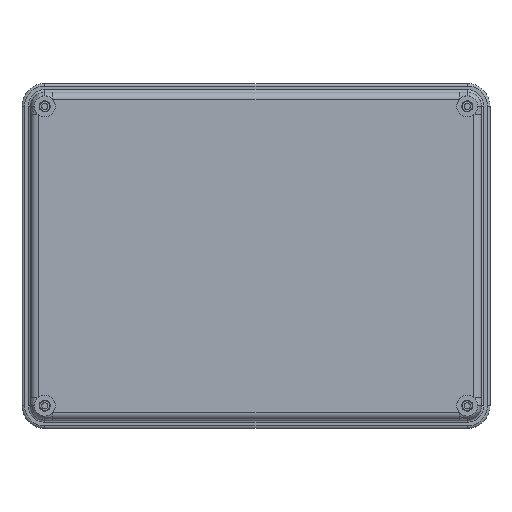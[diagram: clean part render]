
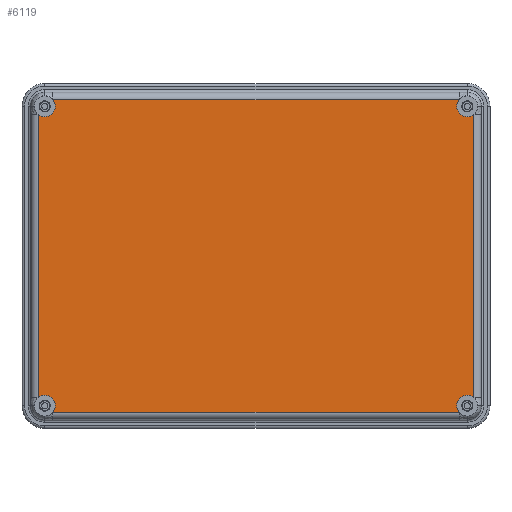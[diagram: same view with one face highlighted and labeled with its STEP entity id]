
A CAD part, top view. The second image highlights one B-rep face of the part: STEP entity #6119.
In plain terms, the highlighted planar face has unit normal (0, 0, 1).
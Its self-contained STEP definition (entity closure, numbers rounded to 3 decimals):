
#262 = AXIS2_PLACEMENT_3D ( 'NONE', #9488, #10086, #19356 ) ;
#673 = EDGE_CURVE ( 'NONE', #1731, #15361, #7578, .T. ) ;
#726 = LINE ( 'NONE', #10245, #13044 ) ;
#846 = AXIS2_PLACEMENT_3D ( 'NONE', #10373, #2329, #20141 ) ;
#1030 = CARTESIAN_POINT ( 'NONE',  ( 35.069, 58.87, 41.75 ) ) ;
#1042 = CIRCLE ( 'NONE', #12870, 4.25 ) ;
#1102 = EDGE_CURVE ( 'NONE', #14125, #17737, #726, .T. ) ;
#1149 = CIRCLE ( 'NONE', #5541, 4.25 ) ;
#1236 = CARTESIAN_POINT ( 'NONE',  ( -139.181, 64.86, 41.75 ) ) ;
#1409 = CARTESIAN_POINT ( 'NONE',  ( 28.069, 62.11, 41.75 ) ) ;
#1731 = VERTEX_POINT ( 'NONE', #3358 ) ;
#2190 = CARTESIAN_POINT ( 'NONE',  ( 32.319, 62.11, 41.75 ) ) ;
#2329 = DIRECTION ( 'NONE',  ( 0., 0., -1. ) ) ;
#2733 = EDGE_CURVE ( 'NONE', #15636, #9286, #5762, .T. ) ;
#2755 = DIRECTION ( 'NONE',  ( -1., 0., 0. ) ) ;
#2943 = DIRECTION ( 'NONE',  ( 1., 0., 0. ) ) ;
#2968 = CARTESIAN_POINT ( 'NONE',  ( 32.319, 62.11, 41.75 ) ) ;
#2980 = ORIENTED_EDGE ( 'NONE', *, *, #17819, .F. ) ;
#3190 = DIRECTION ( 'NONE',  ( -1., 0., 0. ) ) ;
#3358 = CARTESIAN_POINT ( 'NONE',  ( 29.078, 64.86, 41.75 ) ) ;
#3412 = DIRECTION ( 'NONE',  ( -1., 0., 0. ) ) ;
#3431 = EDGE_CURVE ( 'NONE', #9312, #6521, #6838, .T. ) ;
#3765 = ORIENTED_EDGE ( 'NONE', *, *, #13266, .F. ) ;
#3995 = DIRECTION ( 'NONE',  ( 0., 0., 1. ) ) ;
#4077 = AXIS2_PLACEMENT_3D ( 'NONE', #16438, #6571, #3412 ) ;
#4698 = EDGE_CURVE ( 'NONE', #8695, #17737, #20699, .T. ) ;
#4952 = EDGE_CURVE ( 'NONE', #14125, #15636, #1042, .T. ) ;
#5303 = ORIENTED_EDGE ( 'NONE', *, *, #15936, .F. ) ;
#5541 = AXIS2_PLACEMENT_3D ( 'NONE', #20680, #17372, #6334 ) ;
#5752 = ORIENTED_EDGE ( 'NONE', *, *, #1102, .T. ) ;
#5762 = CIRCLE ( 'NONE', #4077, 4.25 ) ;
#5875 = VERTEX_POINT ( 'NONE', #16533 ) ;
#6119 = ADVANCED_FACE ( 'NONE', ( #7503 ), #13963, .F. ) ;
#6248 = DIRECTION ( 'NONE',  ( 0., 0., 1. ) ) ;
#6296 = EDGE_LOOP ( 'NONE', ( #9420, #18676, #5303, #2980, #17520, #7178, #18127, #5752, #15481, #6512, #12267, #3765 ) ) ;
#6334 = DIRECTION ( 'NONE',  ( -1., 0., 0. ) ) ;
#6437 = CARTESIAN_POINT ( 'NONE',  ( 28.069, -59.39, 41.75 ) ) ;
#6512 = ORIENTED_EDGE ( 'NONE', *, *, #18441, .F. ) ;
#6513 = CARTESIAN_POINT ( 'NONE',  ( -134.931, 62.11, 41.75 ) ) ;
#6521 = VERTEX_POINT ( 'NONE', #20430 ) ;
#6571 = DIRECTION ( 'NONE',  ( 0., 0., 1. ) ) ;
#6838 = LINE ( 'NONE', #14789, #17650 ) ;
#6910 = CARTESIAN_POINT ( 'NONE',  ( 35.069, -56.149, 41.75 ) ) ;
#7178 = ORIENTED_EDGE ( 'NONE', *, *, #2733, .F. ) ;
#7503 = FACE_OUTER_BOUND ( 'NONE', #6296, .T. ) ;
#7578 = LINE ( 'NONE', #1236, #13379 ) ;
#7673 = CIRCLE ( 'NONE', #10035, 4.25 ) ;
#7890 = CARTESIAN_POINT ( 'NONE',  ( 32.319, -62.14, 41.75 ) ) ;
#8099 = AXIS2_PLACEMENT_3D ( 'NONE', #16008, #6248, #3190 ) ;
#8695 = VERTEX_POINT ( 'NONE', #1409 ) ;
#9286 = VERTEX_POINT ( 'NONE', #10365 ) ;
#9307 = DIRECTION ( 'NONE',  ( 0., 0., 1. ) ) ;
#9312 = VERTEX_POINT ( 'NONE', #20030 ) ;
#9398 = CIRCLE ( 'NONE', #262, 4.25 ) ;
#9420 = ORIENTED_EDGE ( 'NONE', *, *, #13005, .F. ) ;
#9488 = CARTESIAN_POINT ( 'NONE',  ( -139.181, -59.39, 41.75 ) ) ;
#10035 = AXIS2_PLACEMENT_3D ( 'NONE', #2968, #9307, #2755 ) ;
#10086 = DIRECTION ( 'NONE',  ( 0., 0., 1. ) ) ;
#10245 = CARTESIAN_POINT ( 'NONE',  ( 35.069, 62.11, 41.75 ) ) ;
#10365 = CARTESIAN_POINT ( 'NONE',  ( 29.078, -62.14, 41.75 ) ) ;
#10373 = CARTESIAN_POINT ( 'NONE',  ( -139.181, -59.39, 41.75 ) ) ;
#10457 = DIRECTION ( 'NONE',  ( -1., 0., 0. ) ) ;
#10630 = AXIS2_PLACEMENT_3D ( 'NONE', #15342, #15123, #10677 ) ;
#10677 = DIRECTION ( 'NONE',  ( -1., 0., 0. ) ) ;
#11101 = CARTESIAN_POINT ( 'NONE',  ( 32.319, -59.39, 41.75 ) ) ;
#11168 = CARTESIAN_POINT ( 'NONE',  ( -134.931, -59.39, 41.75 ) ) ;
#12267 = ORIENTED_EDGE ( 'NONE', *, *, #673, .T. ) ;
#12304 = EDGE_CURVE ( 'NONE', #5875, #9286, #19047, .T. ) ;
#12727 = CARTESIAN_POINT ( 'NONE',  ( -135.941, 64.86, 41.75 ) ) ;
#12870 = AXIS2_PLACEMENT_3D ( 'NONE', #11101, #20445, #15776 ) ;
#13005 = EDGE_CURVE ( 'NONE', #9312, #13517, #1149, .T. ) ;
#13044 = VECTOR ( 'NONE', #16523, 1000. ) ;
#13266 = EDGE_CURVE ( 'NONE', #13517, #15361, #19786, .T. ) ;
#13379 = VECTOR ( 'NONE', #14635, 1000. ) ;
#13517 = VERTEX_POINT ( 'NONE', #6513 ) ;
#13554 = AXIS2_PLACEMENT_3D ( 'NONE', #2190, #3995, #10457 ) ;
#13963 = PLANE ( 'NONE',  #846 ) ;
#14125 = VERTEX_POINT ( 'NONE', #6910 ) ;
#14635 = DIRECTION ( 'NONE',  ( -1., 0., 0. ) ) ;
#14789 = CARTESIAN_POINT ( 'NONE',  ( -141.931, -59.39, 41.75 ) ) ;
#14982 = VERTEX_POINT ( 'NONE', #11168 ) ;
#15123 = DIRECTION ( 'NONE',  ( 0., 0., 1. ) ) ;
#15342 = CARTESIAN_POINT ( 'NONE',  ( -139.181, 62.11, 41.75 ) ) ;
#15361 = VERTEX_POINT ( 'NONE', #12727 ) ;
#15481 = ORIENTED_EDGE ( 'NONE', *, *, #4698, .F. ) ;
#15636 = VERTEX_POINT ( 'NONE', #6437 ) ;
#15776 = DIRECTION ( 'NONE',  ( -1., 0., 0. ) ) ;
#15936 = EDGE_CURVE ( 'NONE', #14982, #6521, #20304, .T. ) ;
#16008 = CARTESIAN_POINT ( 'NONE',  ( -139.181, -59.39, 41.75 ) ) ;
#16438 = CARTESIAN_POINT ( 'NONE',  ( 32.319, -59.39, 41.75 ) ) ;
#16523 = DIRECTION ( 'NONE',  ( 0., 1., 0. ) ) ;
#16533 = CARTESIAN_POINT ( 'NONE',  ( -135.941, -62.14, 41.75 ) ) ;
#17372 = DIRECTION ( 'NONE',  ( 0., 0., 1. ) ) ;
#17520 = ORIENTED_EDGE ( 'NONE', *, *, #12304, .T. ) ;
#17650 = VECTOR ( 'NONE', #19690, 1000. ) ;
#17737 = VERTEX_POINT ( 'NONE', #1030 ) ;
#17819 = EDGE_CURVE ( 'NONE', #5875, #14982, #9398, .T. ) ;
#18127 = ORIENTED_EDGE ( 'NONE', *, *, #4952, .F. ) ;
#18441 = EDGE_CURVE ( 'NONE', #1731, #8695, #7673, .T. ) ;
#18676 = ORIENTED_EDGE ( 'NONE', *, *, #3431, .T. ) ;
#19047 = LINE ( 'NONE', #7890, #20554 ) ;
#19356 = DIRECTION ( 'NONE',  ( -1., 0., 0. ) ) ;
#19690 = DIRECTION ( 'NONE',  ( 0., -1., 0. ) ) ;
#19786 = CIRCLE ( 'NONE', #10630, 4.25 ) ;
#20030 = CARTESIAN_POINT ( 'NONE',  ( -141.931, 58.87, 41.75 ) ) ;
#20141 = DIRECTION ( 'NONE',  ( 0., -1., 0. ) ) ;
#20304 = CIRCLE ( 'NONE', #8099, 4.25 ) ;
#20430 = CARTESIAN_POINT ( 'NONE',  ( -141.931, -56.149, 41.75 ) ) ;
#20445 = DIRECTION ( 'NONE',  ( 0., 0., 1. ) ) ;
#20554 = VECTOR ( 'NONE', #2943, 1000. ) ;
#20680 = CARTESIAN_POINT ( 'NONE',  ( -139.181, 62.11, 41.75 ) ) ;
#20699 = CIRCLE ( 'NONE', #13554, 4.25 ) ;
